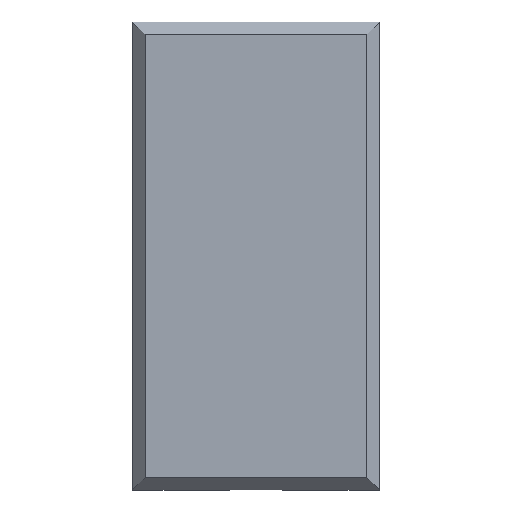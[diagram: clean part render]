
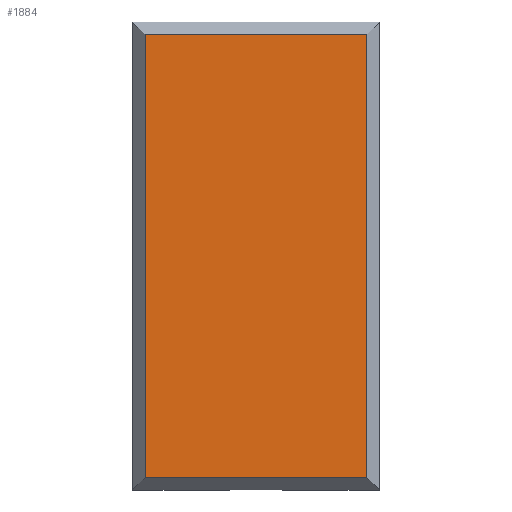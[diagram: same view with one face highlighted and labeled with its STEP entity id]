
A CAD part, top view. The second image highlights one B-rep face of the part: STEP entity #1884.
In plain terms, the highlighted planar face has unit normal (0, 0, 1).
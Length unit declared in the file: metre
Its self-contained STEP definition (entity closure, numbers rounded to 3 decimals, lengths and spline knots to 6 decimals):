
#82=PLANE('',#2062);
#143=FACE_OUTER_BOUND('',#261,.T.);
#261=EDGE_LOOP('',(#1385,#1386,#1387,#1388));
#531=LINE('',#3070,#692);
#532=LINE('',#3072,#693);
#533=LINE('',#3074,#694);
#534=LINE('',#3075,#695);
#692=VECTOR('',#2414,1.);
#693=VECTOR('',#2415,1.);
#694=VECTOR('',#2416,1.);
#695=VECTOR('',#2417,1.);
#893=VERTEX_POINT('',#3068);
#894=VERTEX_POINT('',#3069);
#895=VERTEX_POINT('',#3071);
#896=VERTEX_POINT('',#3073);
#1083=EDGE_CURVE('',#893,#894,#531,.T.);
#1084=EDGE_CURVE('',#894,#895,#532,.T.);
#1085=EDGE_CURVE('',#895,#896,#533,.T.);
#1086=EDGE_CURVE('',#896,#893,#534,.T.);
#1385=ORIENTED_EDGE('',*,*,#1083,.T.);
#1386=ORIENTED_EDGE('',*,*,#1084,.T.);
#1387=ORIENTED_EDGE('',*,*,#1085,.T.);
#1388=ORIENTED_EDGE('',*,*,#1086,.T.);
#1884=ADVANCED_FACE('',(#143),#82,.T.);
#2062=AXIS2_PLACEMENT_3D('',#3067,#2412,#2413);
#2412=DIRECTION('center_axis',(0.,0.,1.));
#2413=DIRECTION('ref_axis',(0.,-1.,0.));
#2414=DIRECTION('',(0.,1.,0.));
#2415=DIRECTION('',(-1.,0.,0.));
#2416=DIRECTION('',(0.,-1.,0.));
#2417=DIRECTION('',(1.,0.,0.));
#3067=CARTESIAN_POINT('Origin',(0.,0.,0.0117));
#3068=CARTESIAN_POINT('',(0.016548,-0.077746,0.0117));
#3069=CARTESIAN_POINT('',(0.016548,0.030254,0.0117));
#3070=CARTESIAN_POINT('',(0.016548,0.033254,0.0117));
#3071=CARTESIAN_POINT('',(-0.037452,0.030254,0.0117));
#3072=CARTESIAN_POINT('',(-0.040452,0.030254,0.0117));
#3073=CARTESIAN_POINT('',(-0.037452,-0.077746,0.0117));
#3074=CARTESIAN_POINT('',(-0.037452,-0.080746,0.0117));
#3075=CARTESIAN_POINT('',(0.019548,-0.077746,0.0117));
